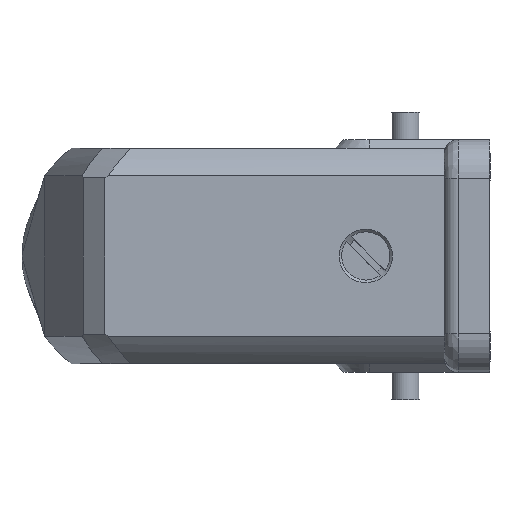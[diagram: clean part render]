
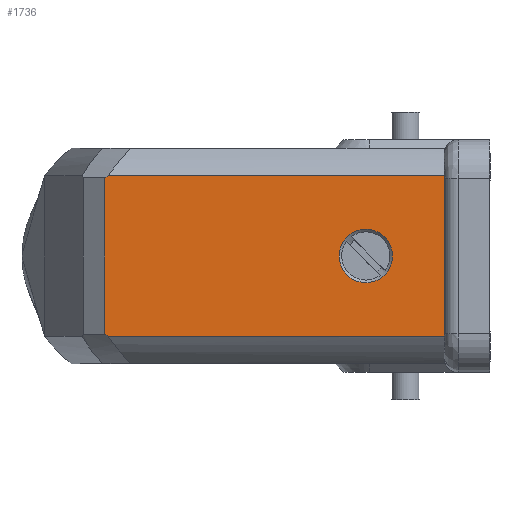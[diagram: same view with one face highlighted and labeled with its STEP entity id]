
A CAD part, left-side view. The second image highlights one B-rep face of the part: STEP entity #1736.
In plain terms, the highlighted planar face has unit normal (-1, 0, 0).
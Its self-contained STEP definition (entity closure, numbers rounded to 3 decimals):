
#697=B_SPLINE_CURVE_WITH_KNOTS('',3,(#6830,#6831,#6832,#6833),
 .UNSPECIFIED.,.F.,.F.,(4,4),(0.,1.),.UNSPECIFIED.);
#729=B_SPLINE_CURVE_WITH_KNOTS('',3,(#7180,#7181,#7182,#7183),
 .UNSPECIFIED.,.F.,.F.,(4,4),(0.,1.),.UNSPECIFIED.);
#749=B_SPLINE_CURVE_WITH_KNOTS('',3,(#7372,#7373,#7374,#7375),
 .UNSPECIFIED.,.F.,.F.,(4,4),(0.,1.),.UNSPECIFIED.);
#750=B_SPLINE_CURVE_WITH_KNOTS('',3,(#7421,#7422,#7423,#7424),
 .UNSPECIFIED.,.F.,.F.,(4,4),(0.,1.),.UNSPECIFIED.);
#1044=LINE('',#6781,#1390);
#1048=LINE('',#6861,#1394);
#1062=LINE('',#7091,#1408);
#1075=LINE('',#7417,#1421);
#1390=VECTOR('',#5275,1.);
#1394=VECTOR('',#5283,1.);
#1408=VECTOR('',#5333,1.);
#1421=VECTOR('',#5402,1.);
#1548=FACE_BOUND('',#2297,.T.);
#1549=FACE_BOUND('',#2298,.T.);
#1736=ADVANCED_FACE('',(#1548,#1549),#1894,.F.);
#1894=PLANE('',#4631);
#2297=EDGE_LOOP('',(#3157));
#2298=EDGE_LOOP('',(#3158,#3159,#3160,#3161,#3162,#3163,#3164,#3165));
#3157=ORIENTED_EDGE('',*,*,#3766,.F.);
#3158=ORIENTED_EDGE('',*,*,#4148,.F.);
#3159=ORIENTED_EDGE('',*,*,#4139,.F.);
#3160=ORIENTED_EDGE('',*,*,#4042,.F.);
#3161=ORIENTED_EDGE('',*,*,#4050,.F.);
#3162=ORIENTED_EDGE('',*,*,#4052,.F.);
#3163=ORIENTED_EDGE('',*,*,#4108,.F.);
#3164=ORIENTED_EDGE('',*,*,#4090,.F.);
#3165=ORIENTED_EDGE('',*,*,#4150,.F.);
#3411=VERTEX_POINT('',#5698);
#3594=VERTEX_POINT('',#6737);
#3598=VERTEX_POINT('',#6780);
#3604=VERTEX_POINT('',#6829);
#3606=VERTEX_POINT('',#6860);
#3632=VERTEX_POINT('',#7090);
#3633=VERTEX_POINT('',#7092);
#3661=VERTEX_POINT('',#7376);
#3667=VERTEX_POINT('',#7418);
#3766=EDGE_CURVE('',#3411,#3411,#4247,.T.);
#4042=EDGE_CURVE('',#3598,#3594,#1044,.T.);
#4050=EDGE_CURVE('',#3604,#3598,#697,.T.);
#4052=EDGE_CURVE('',#3606,#3604,#1048,.T.);
#4090=EDGE_CURVE('',#3632,#3633,#1062,.T.);
#4108=EDGE_CURVE('',#3633,#3606,#729,.T.);
#4139=EDGE_CURVE('',#3594,#3661,#749,.T.);
#4148=EDGE_CURVE('',#3661,#3667,#1075,.T.);
#4150=EDGE_CURVE('',#3667,#3632,#750,.T.);
#4247=CIRCLE('',#4475,3.1);
#4475=AXIS2_PLACEMENT_3D('',#5697,#4819,#4820);
#4631=AXIS2_PLACEMENT_3D('',#7425,#5407,#5408);
#4819=DIRECTION('',(-1.,0.,0.));
#4820=DIRECTION('',(0.,1.,0.));
#5275=DIRECTION('',(0.,-1.,0.));
#5283=DIRECTION('',(0.,0.,1.));
#5333=DIRECTION('',(0.,1.,0.));
#5402=DIRECTION('',(0.,0.,-1.));
#5407=DIRECTION('',(1.,0.,0.));
#5408=DIRECTION('',(0.,0.,-1.));
#5697=CARTESIAN_POINT('',(-12.5,14.413,0.002));
#5698=CARTESIAN_POINT('',(-12.5,17.513,0.002));
#6737=CARTESIAN_POINT('',(-12.5,5.296,9.325));
#6780=CARTESIAN_POINT('',(-12.5,44.299,9.325));
#6781=CARTESIAN_POINT('',(-12.5,44.299,9.325));
#6829=CARTESIAN_POINT('',(-12.5,44.697,9.085));
#6830=CARTESIAN_POINT('',(-12.5,44.697,9.085));
#6831=CARTESIAN_POINT('',(-12.5,44.569,9.163));
#6832=CARTESIAN_POINT('',(-12.5,44.436,9.243));
#6833=CARTESIAN_POINT('',(-12.5,44.299,9.325));
#6860=CARTESIAN_POINT('',(-12.5,44.697,-9.085));
#6861=CARTESIAN_POINT('',(-12.5,44.697,-9.085));
#7090=CARTESIAN_POINT('',(-12.5,5.296,-9.325));
#7091=CARTESIAN_POINT('',(-12.5,5.296,-9.325));
#7092=CARTESIAN_POINT('',(-12.5,44.299,-9.325));
#7180=CARTESIAN_POINT('',(-12.5,44.299,-9.325));
#7181=CARTESIAN_POINT('',(-12.5,44.436,-9.243));
#7182=CARTESIAN_POINT('',(-12.5,44.569,-9.163));
#7183=CARTESIAN_POINT('',(-12.5,44.697,-9.085));
#7372=CARTESIAN_POINT('',(-12.5,5.296,9.325));
#7373=CARTESIAN_POINT('',(-12.5,5.297,9.216));
#7374=CARTESIAN_POINT('',(-12.5,5.297,9.108));
#7375=CARTESIAN_POINT('',(-12.5,5.297,9.));
#7376=CARTESIAN_POINT('',(-12.5,5.297,9.));
#7417=CARTESIAN_POINT('',(-12.5,5.297,9.));
#7418=CARTESIAN_POINT('',(-12.5,5.297,-9.));
#7421=CARTESIAN_POINT('',(-12.5,5.297,-9.));
#7422=CARTESIAN_POINT('',(-12.5,5.297,-9.108));
#7423=CARTESIAN_POINT('',(-12.5,5.297,-9.216));
#7424=CARTESIAN_POINT('',(-12.5,5.296,-9.325));
#7425=CARTESIAN_POINT('',(-12.5,4.296,12.792));
